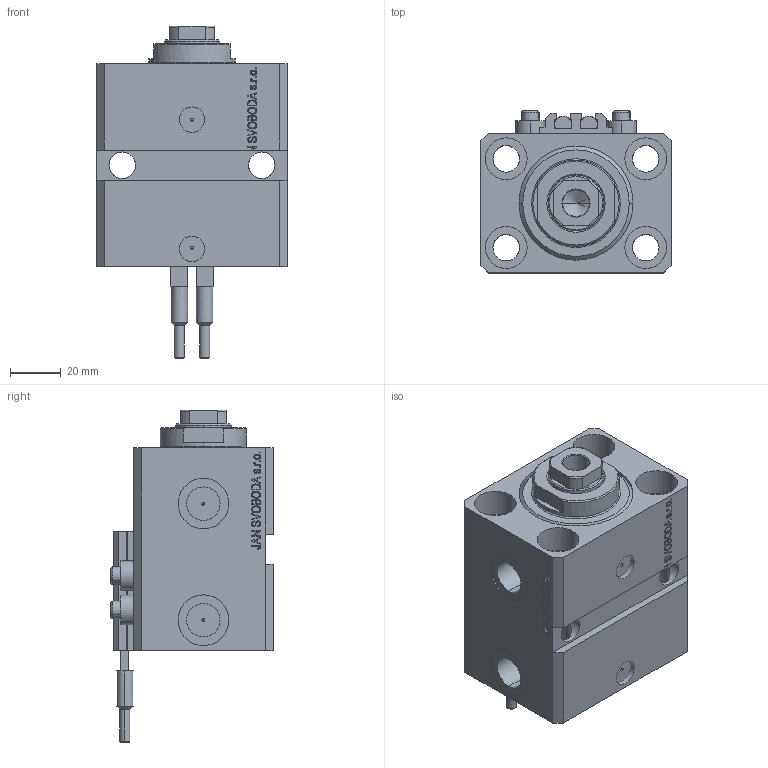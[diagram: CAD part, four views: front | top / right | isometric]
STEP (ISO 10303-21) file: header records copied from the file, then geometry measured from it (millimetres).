
FILE_DESCRIPTION (( 'STEP AP203' ), '1' );
FILE_NAME ('4fda.STEP', '2022-04-09T13:11:04', ( '' ), ( '' ), 'SwSTEP 2.0', 'SolidWorks 2019', '' );
FILE_SCHEMA (( 'CONFIG_CONTROL_DESIGN' ));
Length unit declared in the file: millimetre
Products named in the file (6): ALLEN BOLT V250CE e1b0b563b1e04fb40ac759394219298c; SWITCH_V250CE e1b0b563b1e04fb40ac759394219298c; V250CE_VC_E e1b0b563b1e04fb40ac759394219298c; 4fda; V250CE_C_VCP e1b0b563b1e04fb40ac759394219298c; V250CE_E_Body e1b0b563b1e04fb40ac759394219298c
Assembly tree (9 placements, depth 2):
  4fda
    V250CE_E_Body e1b0b563b1e04fb40ac759394219298c
    ALLEN BOLT V250CE e1b0b563b1e04fb40ac759394219298c  x4
    V250CE_C_VCP e1b0b563b1e04fb40ac759394219298c
    V250CE_VC_E e1b0b563b1e04fb40ac759394219298c
    SWITCH_V250CE e1b0b563b1e04fb40ac759394219298c  x2
Bounding box: 75 x 64 x 130.9 mm (x, y, z)
Volume: 287445.1 mm3; surface area: 79816 mm2
Topology: 10 solids, 10 shells, 1116 faces, 2770 edges, 1787 vertices
Faces by surface type: plane 546, bspline 354, cylinder 138, cone 60, torus 18
Entity records: 47641 total; most frequent: CARTESIAN_POINT 24806, ORIENTED_EDGE 5122, DIRECTION 3407, EDGE_CURVE 2561, VERTEX_POINT 1673, VECTOR 1551, LINE 1551, EDGE_LOOP 1146
